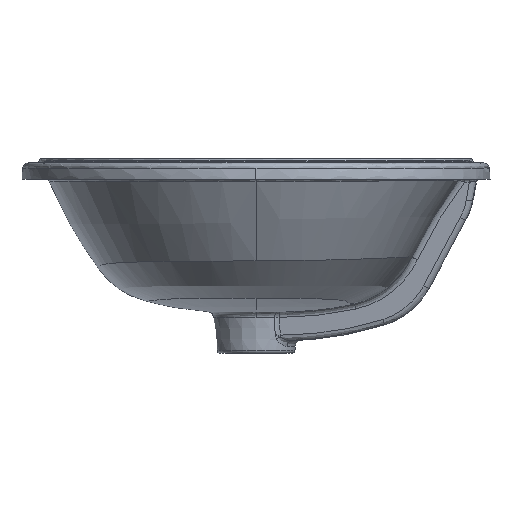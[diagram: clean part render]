
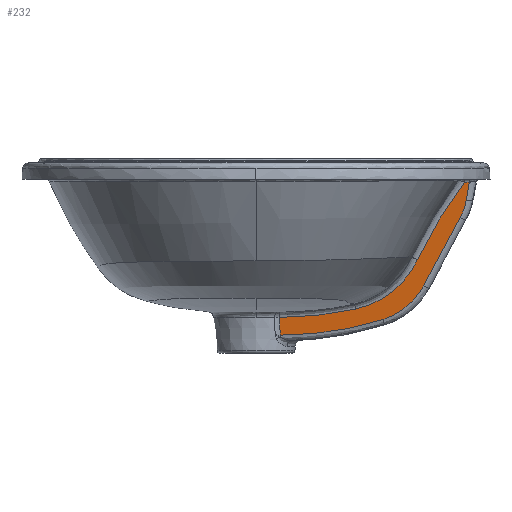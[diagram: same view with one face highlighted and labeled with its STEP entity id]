
A CAD part, left-side view. The second image highlights one B-rep face of the part: STEP entity #232.
In plain terms, the highlighted planar face has unit normal (-0.99, 0, -0.139).
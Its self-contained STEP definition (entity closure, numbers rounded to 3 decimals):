
#66=ELLIPSE('',#2669,261.77,24.185);
#67=ELLIPSE('',#2670,319.025,315.92);
#68=ELLIPSE('',#2671,64.629,64.);
#125=LINE('',#7493,#148);
#126=LINE('',#7524,#149);
#148=VECTOR('',#2862,1.);
#149=VECTOR('',#2869,1.);
#179=PLANE('',#2672);
#232=ADVANCED_FACE('',(#489),#179,.F.);
#489=FACE_OUTER_BOUND('',#657,.T.);
#657=EDGE_LOOP('',(#1047,#1048,#1049,#1050,#1051,#1052,#1053,#1054,#1055,
#1056));
#1047=ORIENTED_EDGE('',*,*,#2099,.T.);
#1048=ORIENTED_EDGE('',*,*,#2100,.T.);
#1049=ORIENTED_EDGE('',*,*,#2101,.T.);
#1050=ORIENTED_EDGE('',*,*,#2102,.T.);
#1051=ORIENTED_EDGE('',*,*,#2103,.T.);
#1052=ORIENTED_EDGE('',*,*,#2104,.T.);
#1053=ORIENTED_EDGE('',*,*,#2105,.T.);
#1054=ORIENTED_EDGE('',*,*,#2106,.T.);
#1055=ORIENTED_EDGE('',*,*,#2107,.T.);
#1056=ORIENTED_EDGE('',*,*,#2108,.T.);
#1841=VERTEX_POINT('',#7491);
#1842=VERTEX_POINT('',#7492);
#1843=VERTEX_POINT('',#7494);
#1844=VERTEX_POINT('',#7499);
#1845=VERTEX_POINT('',#7510);
#1846=VERTEX_POINT('',#7517);
#1847=VERTEX_POINT('',#7519);
#1848=VERTEX_POINT('',#7521);
#1849=VERTEX_POINT('',#7523);
#1850=VERTEX_POINT('',#7525);
#2099=EDGE_CURVE('',#1841,#1842,#2468,.T.);
#2100=EDGE_CURVE('',#1842,#1843,#125,.T.);
#2101=EDGE_CURVE('',#1843,#1844,#2469,.T.);
#2102=EDGE_CURVE('',#1844,#1845,#2470,.T.);
#2103=EDGE_CURVE('',#1845,#1846,#2471,.T.);
#2104=EDGE_CURVE('',#1846,#1847,#66,.T.);
#2105=EDGE_CURVE('',#1847,#1848,#67,.T.);
#2106=EDGE_CURVE('',#1848,#1849,#68,.T.);
#2107=EDGE_CURVE('',#1849,#1850,#126,.T.);
#2108=EDGE_CURVE('',#1850,#1841,#2472,.T.);
#2468=B_SPLINE_CURVE_WITH_KNOTS('',3,(#7481,#7482,#7483,#7484,#7485,#7486,
#7487,#7488,#7489,#7490),.UNSPECIFIED.,.F.,.F.,(4,3,3,4),(0.,0.451,
0.903,1.),.UNSPECIFIED.);
#2469=B_SPLINE_CURVE_WITH_KNOTS('',3,(#7495,#7496,#7497,#7498),
 .UNSPECIFIED.,.F.,.F.,(4,4),(0.,1.),.UNSPECIFIED.);
#2470=B_SPLINE_CURVE_WITH_KNOTS('',3,(#7500,#7501,#7502,#7503,#7504,#7505,
#7506,#7507,#7508,#7509),.UNSPECIFIED.,.F.,.F.,(4,2,2,2,4),(0.,0.25,0.5,
0.75,1.),.UNSPECIFIED.);
#2471=B_SPLINE_CURVE_WITH_KNOTS('',3,(#7511,#7512,#7513,#7514,#7515,#7516),
 .UNSPECIFIED.,.F.,.F.,(4,2,4),(0.,0.5,1.),.UNSPECIFIED.);
#2472=B_SPLINE_CURVE_WITH_KNOTS('',3,(#7526,#7527,#7528,#7529),
 .UNSPECIFIED.,.F.,.F.,(4,4),(0.,1.),.UNSPECIFIED.);
#2669=AXIS2_PLACEMENT_3D('',#7518,#2863,#2864);
#2670=AXIS2_PLACEMENT_3D('',#7520,#2865,#2866);
#2671=AXIS2_PLACEMENT_3D('',#7522,#2867,#2868);
#2672=AXIS2_PLACEMENT_3D('',#7530,#2870,#2871);
#2862=DIRECTION('',(0.,1.,0.));
#2863=DIRECTION('',(0.99,0.,0.139));
#2864=DIRECTION('',(-0.139,0.,0.99));
#2865=DIRECTION('',(-0.99,0.,-0.139));
#2866=DIRECTION('',(-0.139,0.,0.99));
#2867=DIRECTION('',(-0.99,0.,-0.139));
#2868=DIRECTION('',(-0.139,0.,0.99));
#2869=DIRECTION('',(-0.123,-0.468,0.875));
#2870=DIRECTION('',(0.99,0.,0.139));
#2871=DIRECTION('',(0.139,0.,-0.99));
#7481=CARTESIAN_POINT('',(-49.109,-193.136,-38.14));
#7482=CARTESIAN_POINT('',(-49.46,-193.567,-35.649));
#7483=CARTESIAN_POINT('',(-49.81,-193.998,-33.157));
#7484=CARTESIAN_POINT('',(-50.16,-194.429,-30.666));
#7485=CARTESIAN_POINT('',(-50.51,-194.859,-28.174));
#7486=CARTESIAN_POINT('',(-50.86,-195.29,-25.683));
#7487=CARTESIAN_POINT('',(-51.21,-195.721,-23.191));
#7488=CARTESIAN_POINT('',(-51.286,-195.813,-22.655));
#7489=CARTESIAN_POINT('',(-51.361,-195.906,-22.119));
#7490=CARTESIAN_POINT('',(-51.436,-195.999,-21.582));
#7491=CARTESIAN_POINT('',(-49.109,-193.136,-38.14));
#7492=CARTESIAN_POINT('',(-51.436,-195.999,-21.582));
#7493=CARTESIAN_POINT('',(-51.436,-193.556,-21.582));
#7494=CARTESIAN_POINT('',(-51.436,-191.604,-21.582));
#7495=CARTESIAN_POINT('',(-51.436,-191.604,-21.582));
#7496=CARTESIAN_POINT('',(-48.304,-174.884,-43.873));
#7497=CARTESIAN_POINT('',(-44.948,-160.324,-67.747));
#7498=CARTESIAN_POINT('',(-41.414,-148.424,-92.893));
#7499=CARTESIAN_POINT('',(-41.414,-148.425,-92.893));
#7500=CARTESIAN_POINT('',(-41.414,-148.425,-92.893));
#7501=CARTESIAN_POINT('',(-40.614,-145.73,-98.589));
#7502=CARTESIAN_POINT('',(-39.866,-142.429,-103.91));
#7503=CARTESIAN_POINT('',(-38.476,-134.611,-113.803));
#7504=CARTESIAN_POINT('',(-37.851,-130.19,-118.244));
#7505=CARTESIAN_POINT('',(-36.754,-120.441,-126.056));
#7506=CARTESIAN_POINT('',(-36.275,-115.031,-129.462));
#7507=CARTESIAN_POINT('',(-35.513,-103.741,-134.884));
#7508=CARTESIAN_POINT('',(-35.223,-97.826,-136.946));
#7509=CARTESIAN_POINT('',(-35.028,-91.63,-138.333));
#7510=CARTESIAN_POINT('',(-35.028,-91.63,-138.333));
#7511=CARTESIAN_POINT('',(-35.028,-91.63,-138.333));
#7512=CARTESIAN_POINT('',(-34.665,-80.091,-140.915));
#7513=CARTESIAN_POINT('',(-34.401,-68.474,-142.796));
#7514=CARTESIAN_POINT('',(-34.06,-45.094,-145.225));
#7515=CARTESIAN_POINT('',(-33.992,-33.322,-145.704));
#7516=CARTESIAN_POINT('',(-33.961,-21.522,-145.925));
#7517=CARTESIAN_POINT('',(-33.961,-21.522,-145.925));
#7518=CARTESIAN_POINT('',(-17.343,0.,-264.172));
#7519=CARTESIAN_POINT('',(-31.671,-22.236,-162.224));
#7520=CARTESIAN_POINT('',(-76.07,-22.641,153.696));
#7521=CARTESIAN_POINT('',(-33.679,-116.576,-147.936));
#7522=CARTESIAN_POINT('',(-42.266,-97.547,-86.83));
#7523=CARTESIAN_POINT('',(-38.022,-153.971,-117.034));
#7524=CARTESIAN_POINT('',(-30.967,-127.102,-167.229));
#7525=CARTESIAN_POINT('',(-46.855,-187.615,-54.183));
#7526=CARTESIAN_POINT('',(-46.855,-187.615,-54.183));
#7527=CARTESIAN_POINT('',(-47.565,-190.321,-49.128));
#7528=CARTESIAN_POINT('',(-48.317,-192.16,-43.78));
#7529=CARTESIAN_POINT('',(-49.109,-193.136,-38.14));
#7530=CARTESIAN_POINT('',(-32.5,-106.324,-156.322));
